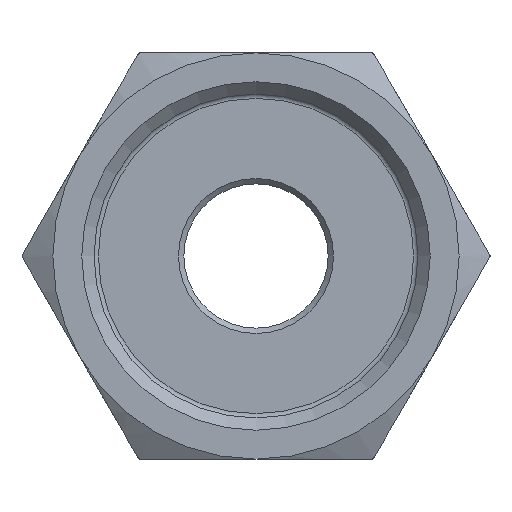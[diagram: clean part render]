
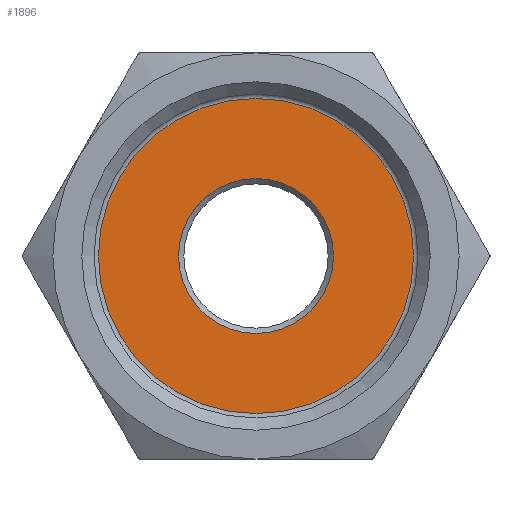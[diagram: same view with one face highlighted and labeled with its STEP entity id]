
A CAD part, left-side view. The second image highlights one B-rep face of the part: STEP entity #1896.
In plain terms, the highlighted planar face has unit normal (-1, 0, 0).
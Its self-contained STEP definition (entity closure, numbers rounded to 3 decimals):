
#959 = EDGE_LOOP ( 'NONE', ( #5478 ) ) ;
#960 = EDGE_LOOP ( 'NONE', ( #5499 ) ) ;
#1014 = CIRCLE ( 'NONE', #1041, 14.746 ) ;
#1041 = AXIS2_PLACEMENT_3D ( 'NONE', #9968, #10009, #10008 ) ;
#1049 = CIRCLE ( 'NONE', #1056, 7.25 ) ;
#1056 = AXIS2_PLACEMENT_3D ( 'NONE', #10080, #10076, #10081 ) ;
#1896 = ADVANCED_FACE ( 'NONE', ( #10402, #10398 ), #10390, .F. ) ;
#5478 = ORIENTED_EDGE ( 'NONE', *, *, #10763, .F. ) ;
#5499 = ORIENTED_EDGE ( 'NONE', *, *, #10744, .F. ) ;
#6069 = AXIS2_PLACEMENT_3D ( 'NONE', #10379, #10381, #10391 ) ;
#9968 = CARTESIAN_POINT ( 'NONE',  ( 18.2, 0., 0. ) ) ;
#10008 = DIRECTION ( 'NONE',  ( 0., 0., 1. ) ) ;
#10009 = DIRECTION ( 'NONE',  ( 1., 0., 0. ) ) ;
#10076 = DIRECTION ( 'NONE',  ( -1., 0., 0. ) ) ;
#10080 = CARTESIAN_POINT ( 'NONE',  ( 18.2, 0., 0. ) ) ;
#10081 = DIRECTION ( 'NONE',  ( 0., 0., 1. ) ) ;
#10185 = VERTEX_POINT ( 'NONE', #10188 ) ;
#10188 = CARTESIAN_POINT ( 'NONE',  ( 18.2, 0., 14.746 ) ) ;
#10206 = VERTEX_POINT ( 'NONE', #10229 ) ;
#10229 = CARTESIAN_POINT ( 'NONE',  ( 18.2, 0., 7.25 ) ) ;
#10379 = CARTESIAN_POINT ( 'NONE',  ( 18.2, 0., -15.245 ) ) ;
#10381 = DIRECTION ( 'NONE',  ( 1., 0., 0. ) ) ;
#10390 = PLANE ( 'NONE',  #6069 ) ;
#10391 = DIRECTION ( 'NONE',  ( 0., 1., 0. ) ) ;
#10398 = FACE_OUTER_BOUND ( 'NONE', #960, .T. ) ;
#10402 = FACE_BOUND ( 'NONE', #959, .T. ) ;
#10744 = EDGE_CURVE ( 'NONE', #10185, #10185, #1014, .T. ) ;
#10763 = EDGE_CURVE ( 'NONE', #10206, #10206, #1049, .T. ) ;
